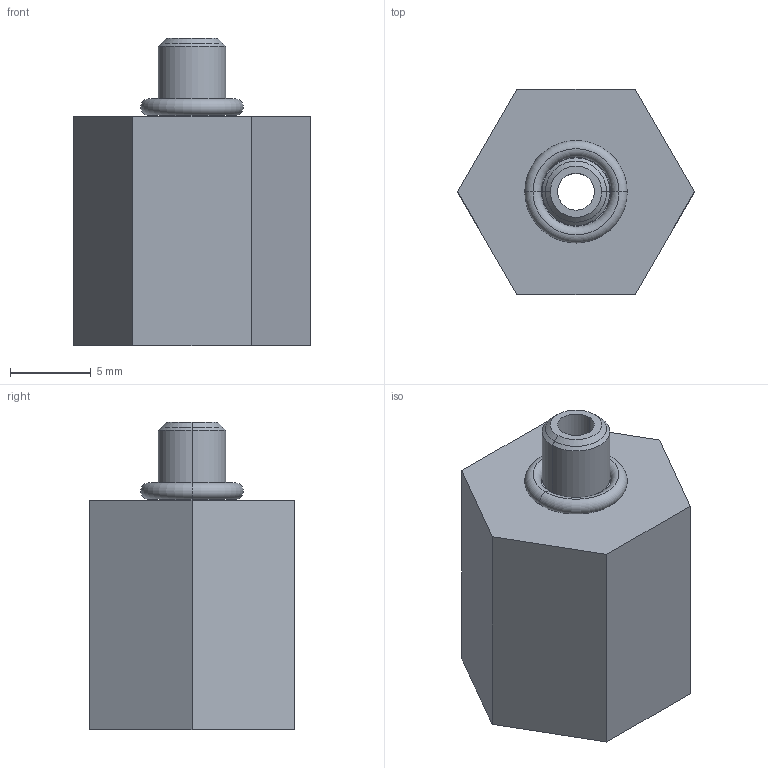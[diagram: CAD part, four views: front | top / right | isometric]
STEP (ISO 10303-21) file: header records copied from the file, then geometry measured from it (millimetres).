
FILE_DESCRIPTION((''),'2;1');
FILE_NAME('ILC30808432','2022-06-24T10:30:02',('rkuestersteffen'),(''),'CREO PARAMETRIC BY PTC INC, 2021164','CREO PARAMETRIC BY PTC INC, 2021164','');
FILE_SCHEMA(('AUTOMOTIVE_DESIGN { 1 0 10303 214 1 1 1 1 }'));
Length unit declared in the file: inch
Products named in the file (1): ILC30808432
Bounding box: 14.66 x 12.7 x 19.05 mm (x, y, z)
Volume: 1433.7 mm3; surface area: 1654.1 mm2
Topology: 2 solids, 4 shells, 30 faces, 68 edges, 44 vertices
Faces by surface type: plane 12, cylinder 8, cone 6, torus 4
Entity records: 1298 total; most frequent: DIRECTION 191, CARTESIAN_POINT 161, ORIENTED_EDGE 128, PRESENTATION_STYLE_ASSIGNMENT 79, AXIS2_PLACEMENT_3D 77, STYLED_ITEM 75, CURVE_STYLE 71, EDGE_CURVE 68
